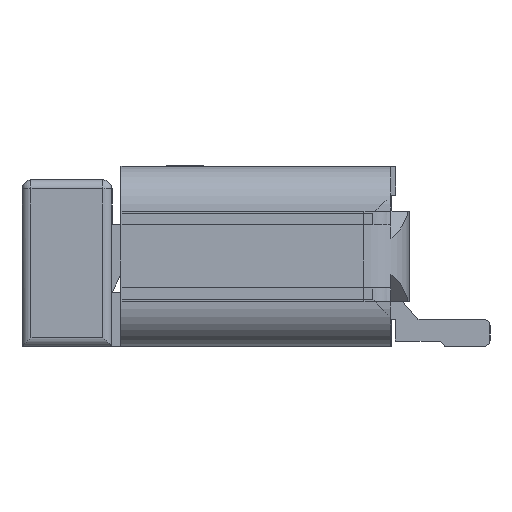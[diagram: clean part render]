
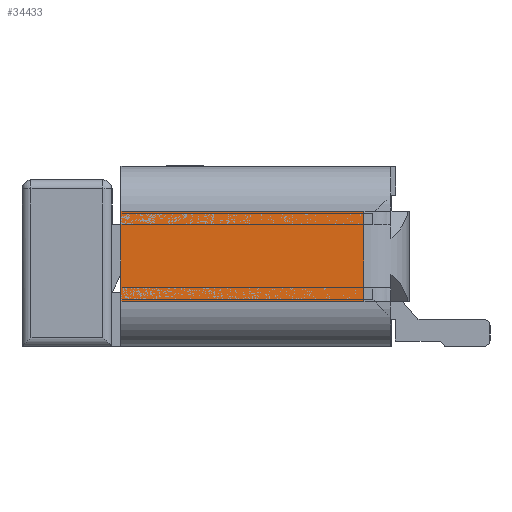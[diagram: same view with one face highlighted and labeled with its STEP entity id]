
A CAD part, left-side view. The second image highlights one B-rep face of the part: STEP entity #34433.
In plain terms, the highlighted planar face has unit normal (-1, 0, 0).
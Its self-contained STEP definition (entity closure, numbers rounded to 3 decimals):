
#184 = LINE ( 'NONE', #14444, #45341 ) ;
#1603 = VECTOR ( 'NONE', #16963, 1000. ) ;
#3107 = CARTESIAN_POINT ( 'NONE',  ( -21.9, -6.4, 0.5 ) ) ;
#3174 = CARTESIAN_POINT ( 'NONE',  ( -21.9, -9.23, 0.5 ) ) ;
#3430 = CARTESIAN_POINT ( 'NONE',  ( -21.9, -3.7, 0.5 ) ) ;
#4083 = ORIENTED_EDGE ( 'NONE', *, *, #44066, .T. ) ;
#4516 = EDGE_LOOP ( 'NONE', ( #6802, #4083, #16367, #13364 ) ) ;
#5631 = CARTESIAN_POINT ( 'NONE',  ( -21.9, -6.4, 1.5 ) ) ;
#6802 = ORIENTED_EDGE ( 'NONE', *, *, #33912, .F. ) ;
#8968 = VECTOR ( 'NONE', #24220, 1000. ) ;
#9485 = VERTEX_POINT ( 'NONE', #36764 ) ;
#13364 = ORIENTED_EDGE ( 'NONE', *, *, #32728, .F. ) ;
#14034 = VERTEX_POINT ( 'NONE', #3430 ) ;
#14444 = CARTESIAN_POINT ( 'NONE',  ( -21.9, -3.7, 0. ) ) ;
#16367 = ORIENTED_EDGE ( 'NONE', *, *, #44032, .F. ) ;
#16390 = CARTESIAN_POINT ( 'NONE',  ( -21.9, -9.23, 0. ) ) ;
#16963 = DIRECTION ( 'NONE',  ( 0., 0., -1. ) ) ;
#17006 = LINE ( 'NONE', #35519, #40814 ) ;
#17086 = DIRECTION ( 'NONE',  ( 1., 0., 0. ) ) ;
#17423 = LINE ( 'NONE', #24486, #1603 ) ;
#22540 = AXIS2_PLACEMENT_3D ( 'NONE', #16390, #17086, #31407 ) ;
#24220 = DIRECTION ( 'NONE',  ( 0., 1., 0. ) ) ;
#24486 = CARTESIAN_POINT ( 'NONE',  ( -21.9, -6.4, 1.5 ) ) ;
#27534 = LINE ( 'NONE', #3174, #8968 ) ;
#30873 = VERTEX_POINT ( 'NONE', #3107 ) ;
#31407 = DIRECTION ( 'NONE',  ( 0., -1., 0. ) ) ;
#32728 = EDGE_CURVE ( 'NONE', #30873, #14034, #27534, .T. ) ;
#33912 = EDGE_CURVE ( 'NONE', #45633, #30873, #17423, .T. ) ;
#34433 = ADVANCED_FACE ( 'NONE', ( #44010 ), #36799, .F. ) ;
#35519 = CARTESIAN_POINT ( 'NONE',  ( -21.9, -9.23, 1.5 ) ) ;
#36764 = CARTESIAN_POINT ( 'NONE',  ( -21.9, -3.7, 1.5 ) ) ;
#36799 = PLANE ( 'NONE',  #22540 ) ;
#40814 = VECTOR ( 'NONE', #46311, 1000. ) ;
#44010 = FACE_OUTER_BOUND ( 'NONE', #4516, .T. ) ;
#44032 = EDGE_CURVE ( 'NONE', #14034, #9485, #184, .T. ) ;
#44066 = EDGE_CURVE ( 'NONE', #45633, #9485, #17006, .T. ) ;
#45341 = VECTOR ( 'NONE', #45848, 1000. ) ;
#45633 = VERTEX_POINT ( 'NONE', #5631 ) ;
#45848 = DIRECTION ( 'NONE',  ( 0., 0., 1. ) ) ;
#46311 = DIRECTION ( 'NONE',  ( 0., 1., 0. ) ) ;
